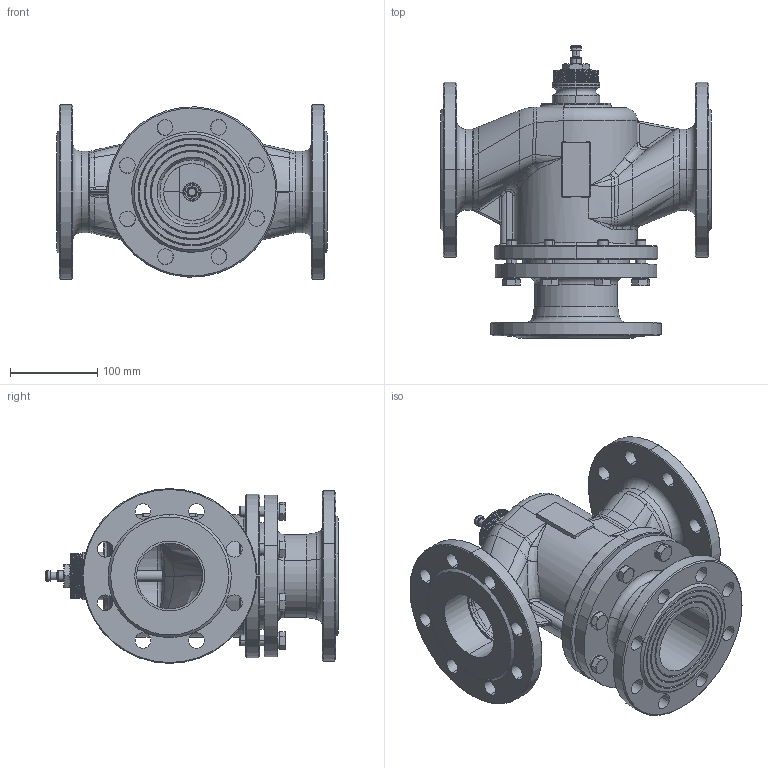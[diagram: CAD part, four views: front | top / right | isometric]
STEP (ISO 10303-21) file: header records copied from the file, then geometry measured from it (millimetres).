
FILE_DESCRIPTION((''),'2;1');
FILE_NAME('3D_STEP_CAD_MODEL_OF__SW0006','2023-03-28T19:16:54',('phili'),(''),'CREO PARAMETRIC BY PTC INC, 2019010','CREO PARAMETRIC BY PTC INC, 2019010','');
FILE_SCHEMA(('CONFIG_CONTROL_DESIGN'));
Products named in the file (1): 3D_STEP_CAD_MODEL_OF__SW0006
Bounding box: 310 x 335 x 200 mm (x, y, z)
Surface area: 639763.2 mm2 (no closed solid volume)
Topology: 0 solids, 55 shells, 902 faces, 2578 edges, 1698 vertices
Faces by surface type: bspline 351, cylinder 217, cone 135, plane 129, torus 41, extrusion 27, sphere 2
Entity records: 91640 total; most frequent: CARTESIAN_POINT 71414, ORIENTED_EDGE 4423, DIRECTION 3134, EDGE_CURVE 2578, VERTEX_POINT 1698, B_SPLINE_CURVE_WITH_KNOTS 1285, AXIS2_PLACEMENT_3D 1263, EDGE_LOOP 1019
